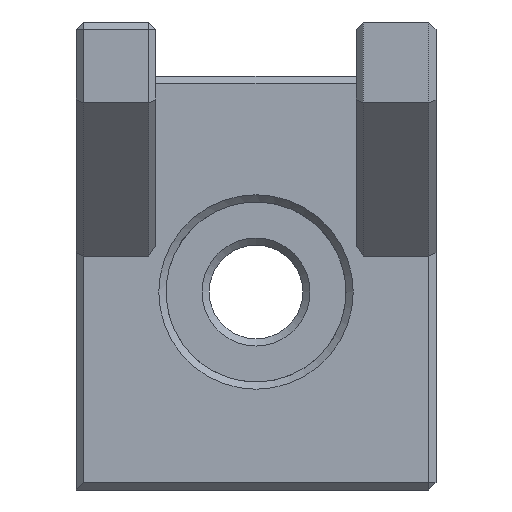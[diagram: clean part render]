
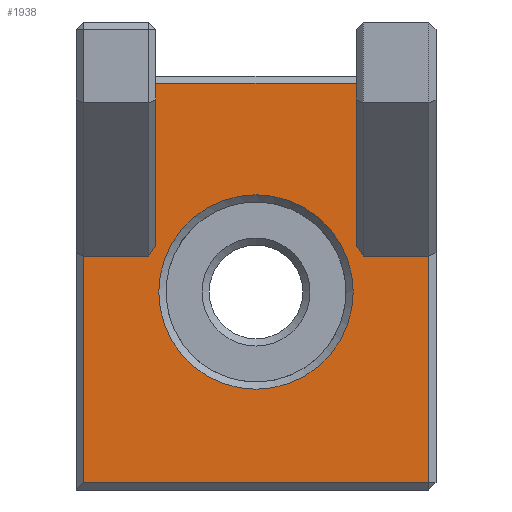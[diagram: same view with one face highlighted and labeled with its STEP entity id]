
A CAD part, front view. The second image highlights one B-rep face of the part: STEP entity #1938.
In plain terms, the highlighted planar face has unit normal (0, -1, 0).
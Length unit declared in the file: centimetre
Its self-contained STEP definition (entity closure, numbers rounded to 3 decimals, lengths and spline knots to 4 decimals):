
#51=FACE_BOUND($,#223,.T.);
#68=CIRCLE($,#2075,0.54);
#89=FACE_OUTER_BOUND($,#222,.T.);
#222=EDGE_LOOP($,(#1335,#1336,#1337,#1338,#1339,#1340,#1341,#1342,#1343,
#1344));
#223=EDGE_LOOP($,(#1345));
#356=LINE($,#2759,#599);
#367=LINE($,#2962,#610);
#368=LINE($,#2964,#611);
#369=LINE($,#2966,#612);
#370=LINE($,#2968,#613);
#371=LINE($,#2970,#614);
#372=LINE($,#2972,#615);
#373=LINE($,#2974,#616);
#374=LINE($,#2976,#617);
#375=LINE($,#2977,#618);
#599=VECTOR($,#2224,1.113);
#610=VECTOR($,#2277,0.9034);
#611=VECTOR($,#2278,0.0693);
#612=VECTOR($,#2279,0.3635);
#613=VECTOR($,#2280,1.26);
#614=VECTOR($,#2281,1.92);
#615=VECTOR($,#2282,1.26);
#616=VECTOR($,#2283,0.3635);
#617=VECTOR($,#2284,0.0693);
#618=VECTOR($,#2285,0.9034);
#840=VERTEX_POINT($,#2755);
#841=VERTEX_POINT($,#2757);
#871=VERTEX_POINT($,#2958);
#872=VERTEX_POINT($,#2961);
#873=VERTEX_POINT($,#2963);
#874=VERTEX_POINT($,#2965);
#875=VERTEX_POINT($,#2967);
#876=VERTEX_POINT($,#2969);
#877=VERTEX_POINT($,#2971);
#878=VERTEX_POINT($,#2973);
#879=VERTEX_POINT($,#2975);
#1006=EDGE_CURVE($,#841,#840,#356,.T.);
#1042=EDGE_CURVE($,#871,#871,#68,.T.);
#1043=EDGE_CURVE($,#841,#872,#367,.T.);
#1044=EDGE_CURVE($,#873,#872,#368,.F.);
#1045=EDGE_CURVE($,#874,#873,#369,.T.);
#1046=EDGE_CURVE($,#875,#874,#370,.T.);
#1047=EDGE_CURVE($,#876,#875,#371,.T.);
#1048=EDGE_CURVE($,#877,#876,#372,.T.);
#1049=EDGE_CURVE($,#878,#877,#373,.T.);
#1050=EDGE_CURVE($,#879,#878,#374,.F.);
#1051=EDGE_CURVE($,#840,#879,#375,.T.);
#1335=ORIENTED_EDGE($,*,*,#1006,.F.);
#1336=ORIENTED_EDGE($,*,*,#1043,.T.);
#1337=ORIENTED_EDGE($,*,*,#1044,.F.);
#1338=ORIENTED_EDGE($,*,*,#1045,.F.);
#1339=ORIENTED_EDGE($,*,*,#1046,.F.);
#1340=ORIENTED_EDGE($,*,*,#1047,.F.);
#1341=ORIENTED_EDGE($,*,*,#1048,.F.);
#1342=ORIENTED_EDGE($,*,*,#1049,.F.);
#1343=ORIENTED_EDGE($,*,*,#1050,.F.);
#1344=ORIENTED_EDGE($,*,*,#1051,.F.);
#1345=ORIENTED_EDGE($,*,*,#1042,.F.);
#1817=PLANE($,#2076);
#1938=ADVANCED_FACE($,(#89,#51),#1817,.F.);
#2075=AXIS2_PLACEMENT_3D($,#2959,#2273,#2274);
#2076=AXIS2_PLACEMENT_3D($,#2960,#2275,#2276);
#2224=DIRECTION($,(1.,0.,0.));
#2273=DIRECTION('center_axis',(0.,-1.,0.));
#2274=DIRECTION('ref_axis',(-1.,0.,0.));
#2275=DIRECTION('center_axis',(0.,1.,0.));
#2276=DIRECTION('ref_axis',(1.,0.,0.));
#2277=DIRECTION($,(0.,0.,-1.));
#2278=DIRECTION($,(-0.577,0.,-0.816));
#2279=DIRECTION($,(1.,0.,0.));
#2280=DIRECTION($,(0.,0.,1.));
#2281=DIRECTION($,(-1.,0.,0.));
#2282=DIRECTION($,(0.,0.,-1.));
#2283=DIRECTION($,(1.,0.,0.));
#2284=DIRECTION($,(-0.577,0.,0.816));
#2285=DIRECTION($,(0.,0.,-1.));
#2755=CARTESIAN_POINT('',(-9.9435,6.944,2.26));
#2757=CARTESIAN_POINT('',(-11.0565,6.944,2.26));
#2759=CARTESIAN_POINT($,(-10.7783,6.944,2.26));
#2958=CARTESIAN_POINT('',(-9.96,6.944,1.1));
#2959=CARTESIAN_POINT('Origin',(-10.5,6.944,1.1));
#2960=CARTESIAN_POINT('Origin',(-11.0565,6.944,2.6));
#2961=CARTESIAN_POINT('',(-11.0565,6.944,1.3566));
#2962=CARTESIAN_POINT($,(-11.0565,6.944,2.6));
#2963=CARTESIAN_POINT('',(-11.0965,6.944,1.3));
#2964=CARTESIAN_POINT($,(-10.6501,6.944,1.9314));
#2965=CARTESIAN_POINT('',(-11.46,6.944,1.3));
#2966=CARTESIAN_POINT($,(-11.5,6.944,1.3));
#2967=CARTESIAN_POINT('',(-11.46,6.944,0.04));
#2968=CARTESIAN_POINT($,(-11.46,6.944,1.95));
#2969=CARTESIAN_POINT('',(-9.54,6.944,0.04));
#2970=CARTESIAN_POINT($,(-10.7783,6.944,0.04));
#2971=CARTESIAN_POINT('',(-9.54,6.944,1.3));
#2972=CARTESIAN_POINT($,(-9.54,6.944,1.95));
#2973=CARTESIAN_POINT('',(-9.9035,6.944,1.3));
#2974=CARTESIAN_POINT($,(-11.5,6.944,1.3));
#2975=CARTESIAN_POINT('',(-9.9435,6.944,1.3566));
#2976=CARTESIAN_POINT($,(-10.4853,6.944,2.1229));
#2977=CARTESIAN_POINT($,(-9.9435,6.944,2.6));
